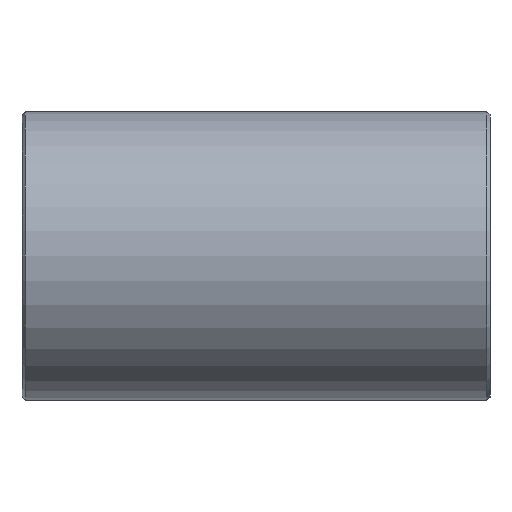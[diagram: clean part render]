
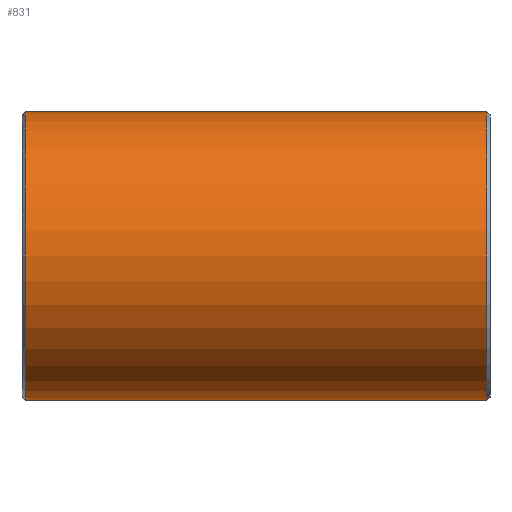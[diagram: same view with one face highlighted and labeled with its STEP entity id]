
A CAD part, front view. The second image highlights one B-rep face of the part: STEP entity #831.
In plain terms, the highlighted cylindrical face has radius 109.537 mm (diameter 219.075 mm), a partial arc.
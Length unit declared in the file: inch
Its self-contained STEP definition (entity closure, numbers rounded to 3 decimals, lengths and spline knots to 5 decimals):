
#13 = VECTOR ( 'NONE', #547, 39.37008 ) ;
#33 = DIRECTION ( 'NONE',  ( 1., 0., 0. ) ) ;
#40 = AXIS2_PLACEMENT_3D ( 'NONE', #377, #33, #449 ) ;
#46 = CARTESIAN_POINT ( 'NONE',  ( 6.90767, 0., -4.3125 ) ) ;
#106 = CARTESIAN_POINT ( 'NONE',  ( -6.90767, 0., -4.3125 ) ) ;
#163 = EDGE_CURVE ( 'NONE', #837, #515, #690, .T. ) ;
#186 = DIRECTION ( 'NONE',  ( -1., 0., 0. ) ) ;
#197 = DIRECTION ( 'NONE',  ( -1., 0., 0. ) ) ;
#201 = EDGE_LOOP ( 'NONE', ( #613, #842, #736, #627 ) ) ;
#216 = CYLINDRICAL_SURFACE ( 'NONE', #555, 4.3125 ) ;
#249 = CIRCLE ( 'NONE', #40, 4.3125 ) ;
#270 = EDGE_CURVE ( 'NONE', #536, #671, #249, .T. ) ;
#340 = CARTESIAN_POINT ( 'NONE',  ( 7., 0., 4.3125 ) ) ;
#373 = DIRECTION ( 'NONE',  ( 0., 0., -1. ) ) ;
#377 = CARTESIAN_POINT ( 'NONE',  ( -6.90767, 0., 0. ) ) ;
#390 = EDGE_CURVE ( 'NONE', #837, #671, #707, .T. ) ;
#414 = EDGE_CURVE ( 'NONE', #515, #536, #850, .T. ) ;
#419 = AXIS2_PLACEMENT_3D ( 'NONE', #890, #816, #373 ) ;
#449 = DIRECTION ( 'NONE',  ( 0., 0., 1. ) ) ;
#515 = VERTEX_POINT ( 'NONE', #782 ) ;
#536 = VERTEX_POINT ( 'NONE', #770 ) ;
#547 = DIRECTION ( 'NONE',  ( -1., 0., 0. ) ) ;
#555 = AXIS2_PLACEMENT_3D ( 'NONE', #760, #186, #765 ) ;
#592 = FACE_OUTER_BOUND ( 'NONE', #201, .T. ) ;
#613 = ORIENTED_EDGE ( 'NONE', *, *, #390, .F. ) ;
#627 = ORIENTED_EDGE ( 'NONE', *, *, #270, .T. ) ;
#671 = VERTEX_POINT ( 'NONE', #106 ) ;
#690 = CIRCLE ( 'NONE', #419, 4.3125 ) ;
#707 = LINE ( 'NONE', #838, #13 ) ;
#736 = ORIENTED_EDGE ( 'NONE', *, *, #414, .T. ) ;
#755 = VECTOR ( 'NONE', #197, 39.37008 ) ;
#760 = CARTESIAN_POINT ( 'NONE',  ( 7., 0., 0. ) ) ;
#765 = DIRECTION ( 'NONE',  ( 0., 0., 1. ) ) ;
#770 = CARTESIAN_POINT ( 'NONE',  ( -6.90767, 0., 4.3125 ) ) ;
#782 = CARTESIAN_POINT ( 'NONE',  ( 6.90767, 0., 4.3125 ) ) ;
#816 = DIRECTION ( 'NONE',  ( -1., 0., 0. ) ) ;
#831 = ADVANCED_FACE ( 'NONE', ( #592 ), #216, .T. ) ;
#837 = VERTEX_POINT ( 'NONE', #46 ) ;
#838 = CARTESIAN_POINT ( 'NONE',  ( 7., 0., -4.3125 ) ) ;
#842 = ORIENTED_EDGE ( 'NONE', *, *, #163, .T. ) ;
#850 = LINE ( 'NONE', #340, #755 ) ;
#890 = CARTESIAN_POINT ( 'NONE',  ( 6.90767, 0., 0. ) ) ;
